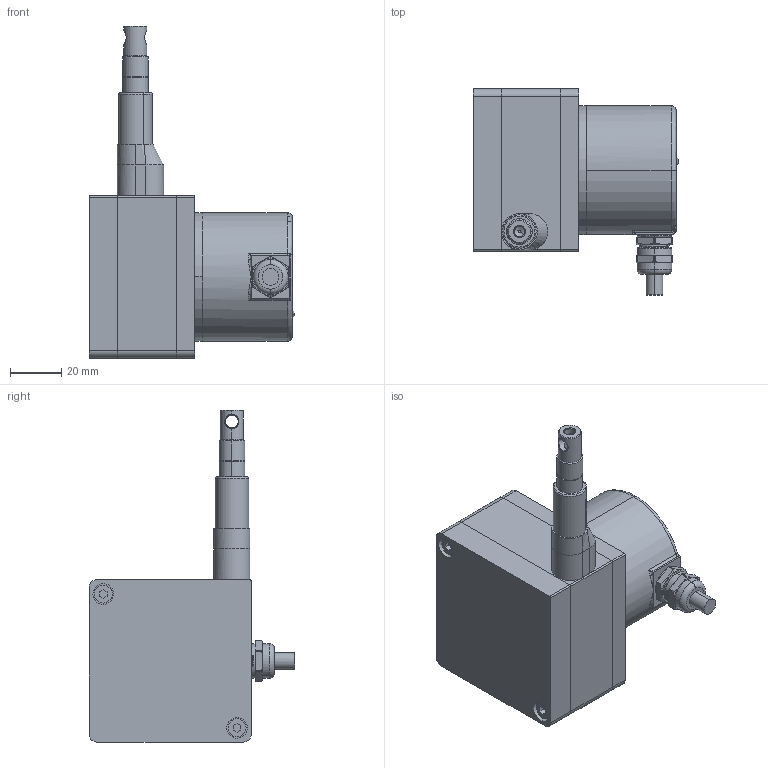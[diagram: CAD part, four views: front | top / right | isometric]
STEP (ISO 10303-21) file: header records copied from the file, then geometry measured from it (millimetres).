
FILE_DESCRIPTION(('CATIA V5 STEP Exchange'),'2;1');
FILE_NAME('LTF63-ASM-JSCM50.stp','2026-02-04T07:21:00+00:00',('none'),('none'),'CATIA Version 5 Release 21 GA (IN-10)','CATIA V5 STEP AP203','none');
FILE_SCHEMA(('CONFIG_CONTROL_DESIGN'));
Length unit declared in the file: millimetre
Products named in the file (5): LTF63_ASM; LTF63-COMPONENTS; LTF63_LD_ASM; LTF63_DXZ_A; LTF80-LT-ASM
Assembly tree (16 placements, depth 3):
  LTF63_ASM
    LTF63-COMPONENTS
      #66
    LTF63_LD_ASM
      #12549  x4
    #13038
    #13619
    #14193
    #14767
    LTF63_DXZ_A
      #15196
    LTF80-LT-ASM
      #15488
      #16892
Bounding box: 80 x 80 x 129 mm (x, y, z)
Volume: 171152.2 mm3; surface area: 53768.9 mm2
Topology: 11 solids, 22 shells, 505 faces, 1349 edges, 899 vertices
Faces by surface type: bspline 172, cylinder 154, plane 122, cone 39, torus 18
Entity records: 16845 total; most frequent: CARTESIAN_POINT 7253, ORIENTED_EDGE 2278, EDGE_CURVE 1245, DIRECTION 1196, VERTEX_POINT 833, AXIS2_PLACEMENT_3D 633, EDGE_LOOP 514, ADVANCED_FACE 457
